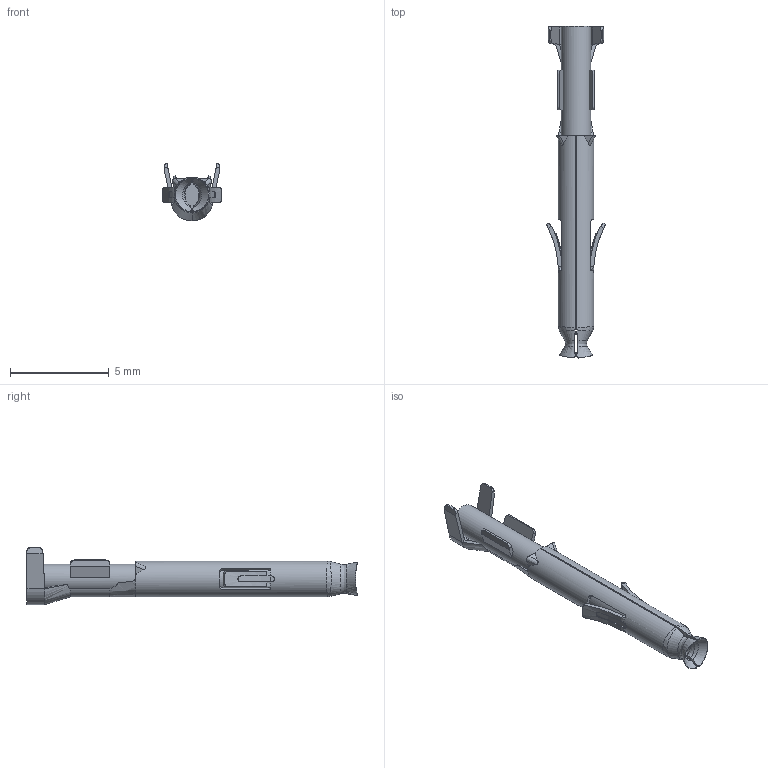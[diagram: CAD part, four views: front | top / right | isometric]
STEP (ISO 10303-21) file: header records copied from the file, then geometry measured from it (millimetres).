
FILE_DESCRIPTION( ('This file contains a STEP AP42 implementation' ,'as created by ZW3D STEP Interface translator.') ,'2;1' );
FILE_NAME( 'WF4141-TBXX01.stp' ,'231019.162731', (''), ('ZWCAD Software Co.'), 'Version 1.0', 'ZW3D to STEP translator', '' );
FILE_SCHEMA(('AUTOMOTIVE_DESIGN { 1 0 10303 214 1 1 1 1 }'));
Length unit declared in the file: millimetre
Products named in the file (2): 0; WF4141-TBXX01
Bounding box: 3 x 16.8 x 2.9 mm (x, y, z)
Volume: 37.6 mm3; surface area: 139 mm2
Topology: 1 solids, 1 shells, 201 faces, 559 edges, 358 vertices
Faces by surface type: bspline 86, plane 67, cylinder 48
Full cylindrical faces by diameter (mm): 1.5 x1
Entity records: 9309 total; most frequent: CARTESIAN_POINT 4604, ORIENTED_EDGE 1108, DIRECTION 667, EDGE_CURVE 553, VERTEX_POINT 358, VECTOR 253, LINE 253, AXIS2_PLACEMENT_3D 207
